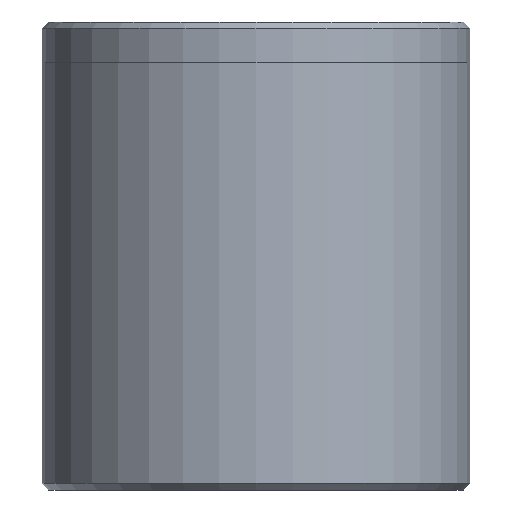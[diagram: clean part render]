
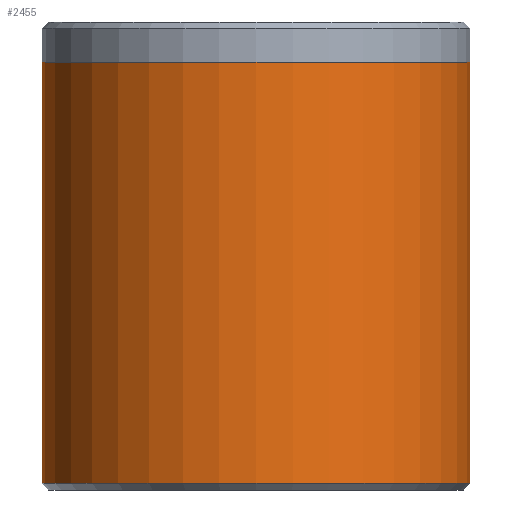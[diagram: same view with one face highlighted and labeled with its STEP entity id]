
A CAD part, front view. The second image highlights one B-rep face of the part: STEP entity #2455.
In plain terms, the highlighted cylindrical face has radius 16 mm (diameter 32 mm), a partial arc.
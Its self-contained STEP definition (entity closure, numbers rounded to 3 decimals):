
#92 = LINE ( 'NONE', #181, #1708 ) ;
#181 = CARTESIAN_POINT ( 'NONE',  ( -16., 0., 35. ) ) ;
#451 = ORIENTED_EDGE ( 'NONE', *, *, #1694, .F. ) ;
#469 = CARTESIAN_POINT ( 'NONE',  ( 0., 0., 32. ) ) ;
#483 = FACE_OUTER_BOUND ( 'NONE', #2464, .T. ) ;
#629 = VERTEX_POINT ( 'NONE', #1401 ) ;
#703 = DIRECTION ( 'NONE',  ( 1., 0., 0. ) ) ;
#830 = CARTESIAN_POINT ( 'NONE',  ( 16., 0., 0.5 ) ) ;
#835 = EDGE_CURVE ( 'NONE', #629, #2120, #1679, .T. ) ;
#884 = DIRECTION ( 'NONE',  ( 0., 0., 1. ) ) ;
#959 = CARTESIAN_POINT ( 'NONE',  ( 16., 0., 35. ) ) ;
#961 = DIRECTION ( 'NONE',  ( 0., 0., -1. ) ) ;
#1045 = VERTEX_POINT ( 'NONE', #1668 ) ;
#1047 = CARTESIAN_POINT ( 'NONE',  ( 0., 0., 35. ) ) ;
#1168 = VECTOR ( 'NONE', #961, 1000. ) ;
#1256 = DIRECTION ( 'NONE',  ( -1., 0., 0. ) ) ;
#1259 = EDGE_CURVE ( 'NONE', #1916, #1045, #92, .T. ) ;
#1401 = CARTESIAN_POINT ( 'NONE',  ( 16., 0., 32. ) ) ;
#1539 = CIRCLE ( 'NONE', #2304, 16. ) ;
#1668 = CARTESIAN_POINT ( 'NONE',  ( -16., 0., 0.5 ) ) ;
#1679 = LINE ( 'NONE', #959, #1168 ) ;
#1694 = EDGE_CURVE ( 'NONE', #1916, #629, #2701, .T. ) ;
#1698 = DIRECTION ( 'NONE',  ( 0., 0., -1. ) ) ;
#1708 = VECTOR ( 'NONE', #2507, 1000. ) ;
#1742 = ORIENTED_EDGE ( 'NONE', *, *, #2126, .T. ) ;
#1903 = ORIENTED_EDGE ( 'NONE', *, *, #1259, .T. ) ;
#1916 = VERTEX_POINT ( 'NONE', #2040 ) ;
#1956 = AXIS2_PLACEMENT_3D ( 'NONE', #469, #1985, #703 ) ;
#1985 = DIRECTION ( 'NONE',  ( 0., 0., 1. ) ) ;
#2040 = CARTESIAN_POINT ( 'NONE',  ( -16., 0., 32. ) ) ;
#2120 = VERTEX_POINT ( 'NONE', #830 ) ;
#2126 = EDGE_CURVE ( 'NONE', #1045, #2120, #1539, .T. ) ;
#2143 = CYLINDRICAL_SURFACE ( 'NONE', #2380, 16. ) ;
#2158 = CARTESIAN_POINT ( 'NONE',  ( 0., 0., 0.5 ) ) ;
#2304 = AXIS2_PLACEMENT_3D ( 'NONE', #2158, #884, #2338 ) ;
#2338 = DIRECTION ( 'NONE',  ( 1., 0., 0. ) ) ;
#2380 = AXIS2_PLACEMENT_3D ( 'NONE', #1047, #1698, #1256 ) ;
#2455 = ADVANCED_FACE ( 'NONE', ( #483 ), #2143, .T. ) ;
#2464 = EDGE_LOOP ( 'NONE', ( #2670, #451, #1903, #1742 ) ) ;
#2507 = DIRECTION ( 'NONE',  ( 0., 0., -1. ) ) ;
#2670 = ORIENTED_EDGE ( 'NONE', *, *, #835, .F. ) ;
#2701 = CIRCLE ( 'NONE', #1956, 16. ) ;
